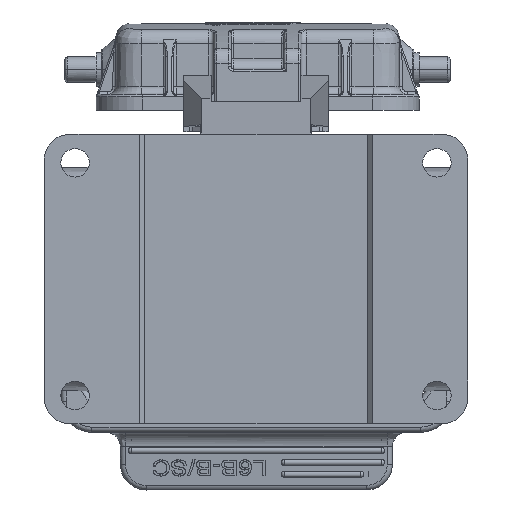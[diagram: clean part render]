
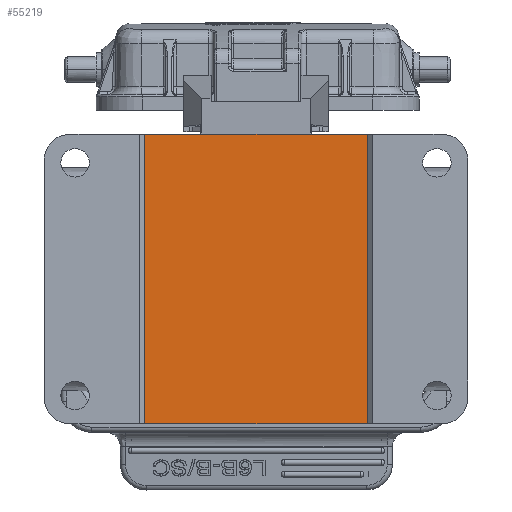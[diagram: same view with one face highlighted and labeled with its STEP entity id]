
A CAD part, front view. The second image highlights one B-rep face of the part: STEP entity #55219.
In plain terms, the highlighted planar face has unit normal (0, -1, 0).
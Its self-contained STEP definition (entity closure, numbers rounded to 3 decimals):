
#7790=DIRECTION('',(0.,0.,1.));
#7791=VECTOR('',#7790,56.);
#7792=CARTESIAN_POINT('',(21.5,1.,-28.));
#7793=LINE('',#7792,#7791);
#17506=DIRECTION('',(1.,0.,0.));
#17507=VECTOR('',#17506,43.);
#17508=CARTESIAN_POINT('',(-21.5,1.,28.));
#17509=LINE('',#17508,#17507);
#17510=DIRECTION('',(-1.,0.,0.));
#17511=VECTOR('',#17510,43.);
#17512=CARTESIAN_POINT('',(21.5,1.,-28.));
#17513=LINE('',#17512,#17511);
#17514=DIRECTION('',(0.,0.,1.));
#17515=VECTOR('',#17514,56.);
#17516=CARTESIAN_POINT('',(-21.5,1.,-28.));
#17517=LINE('',#17516,#17515);
#24179=CARTESIAN_POINT('',(21.5,1.,-28.));
#24180=VERTEX_POINT('',#24179);
#24181=CARTESIAN_POINT('',(21.5,1.,28.));
#24182=VERTEX_POINT('',#24181);
#24191=CARTESIAN_POINT('',(-21.5,1.,-28.));
#24192=VERTEX_POINT('',#24191);
#24205=CARTESIAN_POINT('',(-21.5,1.,28.));
#24206=VERTEX_POINT('',#24205);
#55208=CARTESIAN_POINT('',(0.,1.,0.));
#55209=DIRECTION('',(0.,1.,0.));
#55210=DIRECTION('',(-1.,0.,0.));
#55211=AXIS2_PLACEMENT_3D('',#55208,#55209,#55210);
#55212=PLANE('',#55211);
#55213=ORIENTED_EDGE('',*,*,#41685,.T.);
#55214=ORIENTED_EDGE('',*,*,#41563,.F.);
#55215=ORIENTED_EDGE('',*,*,#41583,.T.);
#55216=ORIENTED_EDGE('',*,*,#41669,.T.);
#55217=EDGE_LOOP('',(#55213,#55214,#55215,#55216));
#55218=FACE_OUTER_BOUND('',#55217,.F.);
#41563=EDGE_CURVE('',#24180,#24182,#7793,.T.);
#41583=EDGE_CURVE('',#24180,#24192,#17513,.T.);
#41669=EDGE_CURVE('',#24192,#24206,#17517,.T.);
#41685=EDGE_CURVE('',#24206,#24182,#17509,.T.);
#55219=ADVANCED_FACE('',(#55218),#55212,.F.);
